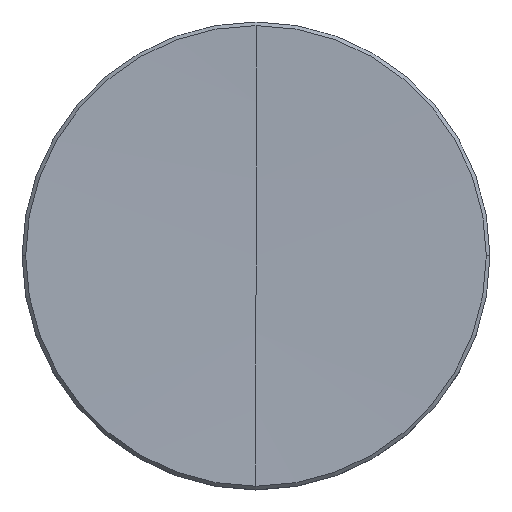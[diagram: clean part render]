
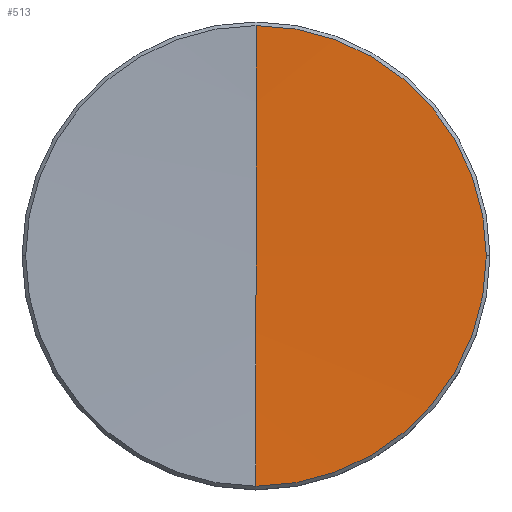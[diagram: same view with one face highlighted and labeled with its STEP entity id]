
A CAD part, top view. The second image highlights one B-rep face of the part: STEP entity #513.
In plain terms, the highlighted spherical face has radius 500 mm.
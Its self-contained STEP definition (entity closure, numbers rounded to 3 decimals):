
#87 = CIRCLE ( 'NONE', #3876, 500. ) ;
#335 = CARTESIAN_POINT ( 'NONE',  ( 5.821, 13.642, 524.248 ) ) ;
#369 = AXIS2_PLACEMENT_3D ( 'NONE', #2497, #866, #3843 ) ;
#475 = DIRECTION ( 'NONE',  ( 0., 0., 1. ) ) ;
#481 = AXIS2_PLACEMENT_3D ( 'NONE', #3401, #2772, #1106 ) ;
#513 = ADVANCED_FACE ( 'NONE', ( #520 ), #3416, .F. ) ;
#520 = FACE_OUTER_BOUND ( 'NONE', #1791, .T. ) ;
#530 = AXIS2_PLACEMENT_3D ( 'NONE', #335, #3236, #3825 ) ;
#552 = DIRECTION ( 'NONE',  ( 0., -1., 0. ) ) ;
#555 = VERTEX_POINT ( 'NONE', #3551 ) ;
#655 = CARTESIAN_POINT ( 'NONE',  ( 5.821, 13.642, 24.248 ) ) ;
#667 = VERTEX_POINT ( 'NONE', #655 ) ;
#684 = EDGE_CURVE ( 'NONE', #2484, #3948, #3470, .T. ) ;
#764 = CARTESIAN_POINT ( 'NONE',  ( 5.821, 26.147, 24.405 ) ) ;
#805 = AXIS2_PLACEMENT_3D ( 'NONE', #2094, #475, #1766 ) ;
#866 = DIRECTION ( 'NONE',  ( 1., 0., 0. ) ) ;
#1106 = DIRECTION ( 'NONE',  ( 1., 0., 0. ) ) ;
#1262 = ORIENTED_EDGE ( 'NONE', *, *, #3774, .T. ) ;
#1289 = ORIENTED_EDGE ( 'NONE', *, *, #3634, .T. ) ;
#1766 = DIRECTION ( 'NONE',  ( 1., 0., 0. ) ) ;
#1791 = EDGE_LOOP ( 'NONE', ( #2959, #1262, #1289, #2520 ) ) ;
#1816 = CARTESIAN_POINT ( 'NONE',  ( 18.326, 13.642, 24.405 ) ) ;
#1954 = EDGE_CURVE ( 'NONE', #667, #3948, #2200, .T. ) ;
#2094 = CARTESIAN_POINT ( 'NONE',  ( 5.821, 13.642, 24.405 ) ) ;
#2200 = CIRCLE ( 'NONE', #369, 500. ) ;
#2466 = DIRECTION ( 'NONE',  ( -1., 0., 0. ) ) ;
#2484 = VERTEX_POINT ( 'NONE', #1816 ) ;
#2497 = CARTESIAN_POINT ( 'NONE',  ( 5.821, 13.642, 524.248 ) ) ;
#2520 = ORIENTED_EDGE ( 'NONE', *, *, #684, .T. ) ;
#2772 = DIRECTION ( 'NONE',  ( 0., 0., 1. ) ) ;
#2803 = CARTESIAN_POINT ( 'NONE',  ( 5.821, 13.642, 524.248 ) ) ;
#2957 = CIRCLE ( 'NONE', #481, 12.505 ) ;
#2959 = ORIENTED_EDGE ( 'NONE', *, *, #1954, .F. ) ;
#3236 = DIRECTION ( 'NONE',  ( -1., 0., 0. ) ) ;
#3401 = CARTESIAN_POINT ( 'NONE',  ( 5.821, 13.642, 24.405 ) ) ;
#3416 = SPHERICAL_SURFACE ( 'NONE', #530, 500. ) ;
#3470 = CIRCLE ( 'NONE', #805, 12.505 ) ;
#3551 = CARTESIAN_POINT ( 'NONE',  ( 5.821, 1.137, 24.405 ) ) ;
#3634 = EDGE_CURVE ( 'NONE', #555, #2484, #2957, .T. ) ;
#3774 = EDGE_CURVE ( 'NONE', #667, #555, #87, .T. ) ;
#3825 = DIRECTION ( 'NONE',  ( 0., 1., 0. ) ) ;
#3843 = DIRECTION ( 'NONE',  ( 0., 0., -1. ) ) ;
#3876 = AXIS2_PLACEMENT_3D ( 'NONE', #2803, #2466, #552 ) ;
#3948 = VERTEX_POINT ( 'NONE', #764 ) ;
